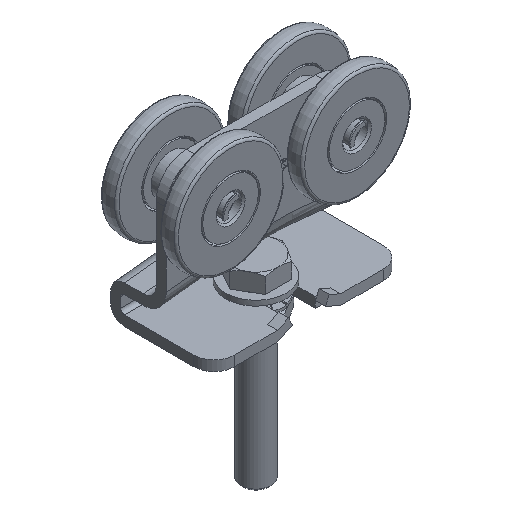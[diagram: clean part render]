
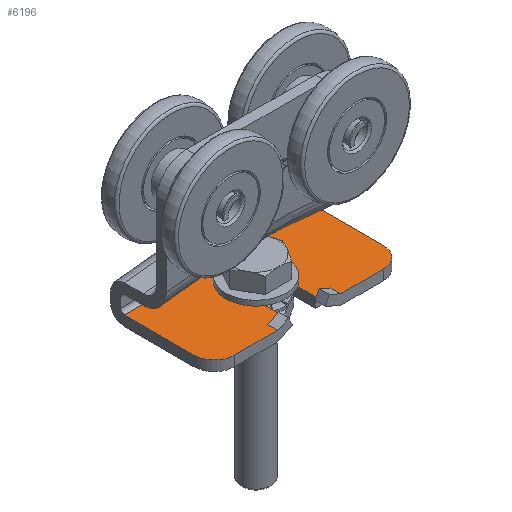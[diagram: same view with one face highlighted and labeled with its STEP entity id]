
A CAD part, isometric view. The second image highlights one B-rep face of the part: STEP entity #6196.
In plain terms, the highlighted planar face has unit normal (0, 0, 1).
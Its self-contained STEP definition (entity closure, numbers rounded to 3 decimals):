
#510=LINE('',#10624,#929);
#526=LINE('',#10662,#945);
#534=LINE('',#10683,#953);
#540=LINE('',#10694,#959);
#542=LINE('',#10698,#961);
#543=LINE('',#10702,#962);
#548=LINE('',#10711,#967);
#554=LINE('',#10723,#973);
#558=LINE('',#10730,#977);
#561=LINE('',#10735,#980);
#562=LINE('',#10737,#981);
#566=LINE('',#10746,#985);
#573=LINE('',#10798,#992);
#929=VECTOR('',#8384,10.);
#945=VECTOR('',#8412,10.);
#953=VECTOR('',#8442,10.);
#959=VECTOR('',#8454,10.);
#961=VECTOR('',#8458,10.);
#962=VECTOR('',#8461,10.);
#967=VECTOR('',#8468,10.);
#973=VECTOR('',#8480,10.);
#977=VECTOR('',#8490,10.);
#980=VECTOR('',#8497,10.);
#981=VECTOR('',#8500,10.);
#985=VECTOR('',#8512,10.);
#992=VECTOR('',#8557,10.);
#1314=PLANE('',#6853);
#1713=FACE_OUTER_BOUND('',#2129,.T.);
#2129=EDGE_LOOP('',(#5333,#5334,#5335,#5336,#5337,#5338,#5339,#5340,#5341,
#5342,#5343,#5344,#5345,#5346,#5347,#5348));
#2339=CIRCLE('',#6537,12.);
#2385=CIRCLE('',#6789,8.);
#2391=CIRCLE('',#6800,8.);
#2734=VERTEX_POINT('',#9889);
#2735=VERTEX_POINT('',#9890);
#2960=VERTEX_POINT('',#10559);
#2961=VERTEX_POINT('',#10560);
#2973=VERTEX_POINT('',#10622);
#2985=VERTEX_POINT('',#10650);
#2986=VERTEX_POINT('',#10651);
#2989=VERTEX_POINT('',#10660);
#2990=VERTEX_POINT('',#10680);
#2992=VERTEX_POINT('',#10686);
#2994=VERTEX_POINT('',#10696);
#2995=VERTEX_POINT('',#10700);
#2996=VERTEX_POINT('',#10701);
#2999=VERTEX_POINT('',#10709);
#3002=VERTEX_POINT('',#10722);
#3003=VERTEX_POINT('',#10745);
#3392=EDGE_CURVE('',#2734,#2735,#2339,.T.);
#3726=EDGE_CURVE('',#2960,#2961,#2385,.T.);
#3742=EDGE_CURVE('',#2973,#2960,#510,.T.);
#3755=EDGE_CURVE('',#2985,#2986,#2391,.T.);
#3761=EDGE_CURVE('',#2989,#2985,#526,.T.);
#3769=EDGE_CURVE('',#2989,#2990,#534,.T.);
#3775=EDGE_CURVE('',#2990,#2992,#540,.T.);
#3777=EDGE_CURVE('',#2992,#2994,#542,.T.);
#3778=EDGE_CURVE('',#2995,#2996,#543,.T.);
#3783=EDGE_CURVE('',#2996,#2999,#548,.T.);
#3789=EDGE_CURVE('',#3002,#2995,#554,.T.);
#3793=EDGE_CURVE('',#2961,#2999,#558,.T.);
#3796=EDGE_CURVE('',#2994,#2734,#561,.T.);
#3797=EDGE_CURVE('',#2735,#3002,#562,.T.);
#3801=EDGE_CURVE('',#2986,#3003,#566,.T.);
#3820=EDGE_CURVE('',#3003,#2973,#573,.T.);
#5333=ORIENTED_EDGE('',*,*,#3392,.T.);
#5334=ORIENTED_EDGE('',*,*,#3797,.T.);
#5335=ORIENTED_EDGE('',*,*,#3789,.T.);
#5336=ORIENTED_EDGE('',*,*,#3778,.T.);
#5337=ORIENTED_EDGE('',*,*,#3783,.T.);
#5338=ORIENTED_EDGE('',*,*,#3793,.F.);
#5339=ORIENTED_EDGE('',*,*,#3726,.F.);
#5340=ORIENTED_EDGE('',*,*,#3742,.F.);
#5341=ORIENTED_EDGE('',*,*,#3820,.F.);
#5342=ORIENTED_EDGE('',*,*,#3801,.F.);
#5343=ORIENTED_EDGE('',*,*,#3755,.F.);
#5344=ORIENTED_EDGE('',*,*,#3761,.F.);
#5345=ORIENTED_EDGE('',*,*,#3769,.T.);
#5346=ORIENTED_EDGE('',*,*,#3775,.T.);
#5347=ORIENTED_EDGE('',*,*,#3777,.T.);
#5348=ORIENTED_EDGE('',*,*,#3796,.T.);
#6196=ADVANCED_FACE('',(#1713),#1314,.T.);
#6537=AXIS2_PLACEMENT_3D('',#9891,#7666,#7667);
#6789=AXIS2_PLACEMENT_3D('',#10561,#8362,#8363);
#6800=AXIS2_PLACEMENT_3D('',#10652,#8403,#8404);
#6853=AXIS2_PLACEMENT_3D('',#10801,#8562,#8563);
#7666=DIRECTION('center_axis',(0.,0.,
-1.));
#7667=DIRECTION('ref_axis',(-1.,0.,0.));
#8362=DIRECTION('center_axis',(0.,0.,
-1.));
#8363=DIRECTION('ref_axis',(0.707,-0.707,0.));
#8384=DIRECTION('',(0.,-1.,0.));
#8403=DIRECTION('center_axis',(0.,0.,
-1.));
#8404=DIRECTION('ref_axis',(-0.707,-0.707,0.));
#8412=DIRECTION('',(-1.,0.,0.));
#8442=DIRECTION('',(0.,1.,0.));
#8454=DIRECTION('',(1.,0.,0.));
#8458=DIRECTION('',(1.,0.,0.));
#8461=DIRECTION('',(1.,0.,0.));
#8468=DIRECTION('',(0.,-1.,0.));
#8480=DIRECTION('',(1.,0.,0.));
#8490=DIRECTION('',(-1.,0.,0.));
#8497=DIRECTION('',(0.,1.,0.));
#8500=DIRECTION('',(0.,-1.,0.));
#8512=DIRECTION('',(0.,1.,0.));
#8557=DIRECTION('',(1.,0.,0.));
#8562=DIRECTION('center_axis',(0.,0.,
1.));
#8563=DIRECTION('ref_axis',(-1.,0.,0.));
#9889=CARTESIAN_POINT('',(31.,4.913,4.));
#9890=CARTESIAN_POINT('',(44.,4.913,4.));
#9891=CARTESIAN_POINT('Origin',(37.5,15.,4.));
#10559=CARTESIAN_POINT('',(75.,2.,4.));
#10560=CARTESIAN_POINT('',(67.,-6.,4.));
#10561=CARTESIAN_POINT('Origin',(67.,2.,4.));
#10622=CARTESIAN_POINT('',(75.,29.5,4.));
#10624=CARTESIAN_POINT('',(75.,35.,4.));
#10650=CARTESIAN_POINT('',(8.,-6.,4.));
#10651=CARTESIAN_POINT('',(0.,2.,4.));
#10652=CARTESIAN_POINT('Origin',(8.,2.,4.));
#10660=CARTESIAN_POINT('',(25.,-6.,4.));
#10662=CARTESIAN_POINT('',(75.,-6.,4.));
#10680=CARTESIAN_POINT('',(25.,-2.,4.));
#10683=CARTESIAN_POINT('',(25.,6.25,4.));
#10686=CARTESIAN_POINT('',(30.405,-2.,4.));
#10694=CARTESIAN_POINT('',(34.25,-2.,4.));
#10696=CARTESIAN_POINT('',(31.,-2.,4.));
#10698=CARTESIAN_POINT('',(34.25,-2.,4.));
#10700=CARTESIAN_POINT('',(44.595,-2.,4.));
#10701=CARTESIAN_POINT('',(50.,-2.,4.));
#10702=CARTESIAN_POINT('',(43.75,-2.,4.));
#10709=CARTESIAN_POINT('',(50.,-6.,4.));
#10711=CARTESIAN_POINT('',(50.,4.25,4.));
#10722=CARTESIAN_POINT('',(44.,-2.,4.));
#10723=CARTESIAN_POINT('',(43.75,-2.,4.));
#10730=CARTESIAN_POINT('',(75.,-6.,4.));
#10735=CARTESIAN_POINT('',(31.,16.75,4.));
#10737=CARTESIAN_POINT('',(44.,4.25,4.));
#10745=CARTESIAN_POINT('',(0.,29.5,4.));
#10746=CARTESIAN_POINT('',(0.,-6.,4.));
#10798=CARTESIAN_POINT('',(37.5,29.5,4.));
#10801=CARTESIAN_POINT('Origin',(37.5,14.5,4.));
